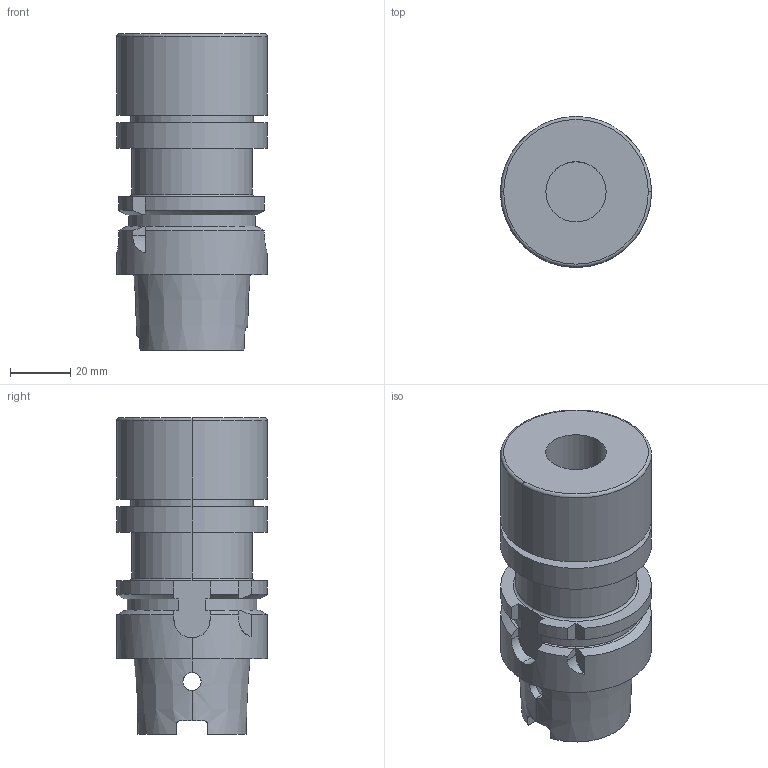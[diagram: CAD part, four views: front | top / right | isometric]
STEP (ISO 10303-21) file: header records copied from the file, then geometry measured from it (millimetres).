
FILE_DESCRIPTION (( 'STEP AP203' ), '1' );
FILE_NAME ('STP-5072-529-032-080-0.STEP', '2021-09-23T05:23:10', ( '' ), ( '' ), 'SwSTEP 2.0', 'SolidWorks 2017', '' );
FILE_SCHEMA (( 'CONFIG_CONTROL_DESIGN' ));
Length unit declared in the file: millimetre
Products named in the file (1): STP-5072-529-032-080-0
Bounding box: 50 x 50 x 105 mm (x, y, z)
Volume: 130287.7 mm3; surface area: 28149.9 mm2
Topology: 1 solids, 1 shells, 90 faces, 234 edges, 149 vertices
Faces by surface type: cylinder 37, plane 35, cone 10, torus 8
Entity records: 3297 total; most frequent: CARTESIAN_POINT 1011, ORIENTED_EDGE 468, DIRECTION 462, EDGE_CURVE 234, AXIS2_PLACEMENT_3D 178, VERTEX_POINT 149, VECTOR 106, LINE 106
